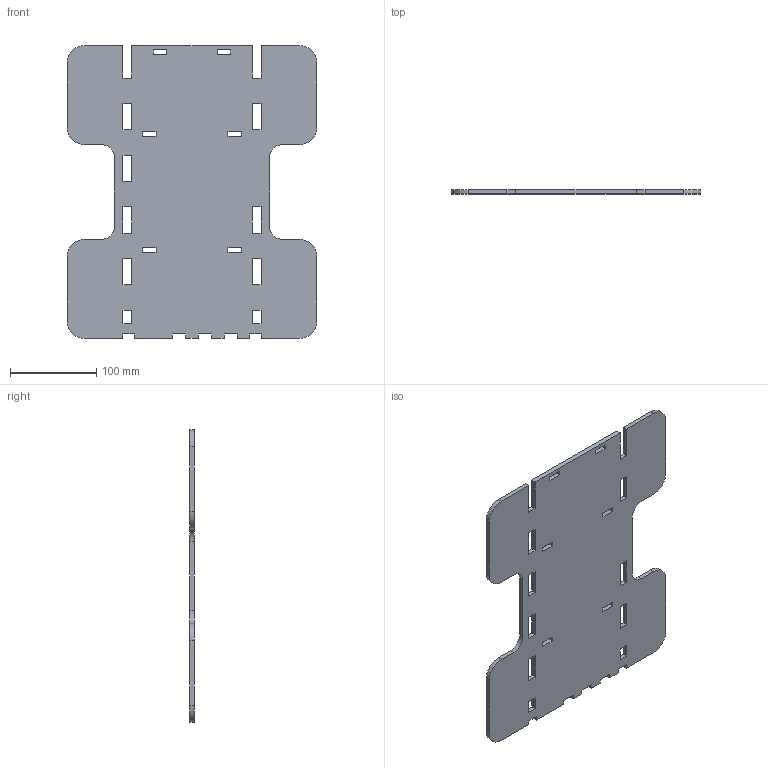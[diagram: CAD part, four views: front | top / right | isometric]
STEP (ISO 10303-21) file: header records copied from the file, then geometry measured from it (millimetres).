
FILE_DESCRIPTION(/* description */ (''),/* implementation_level */ '2;1');
FILE_NAME(/* name */ 'Oxygen Maker V2 Base.step',/* time_stamp */ '2020-03-22T22:48:37+01:00',/* author */ (''),/* organization */ (''),/* preprocessor_version */ 'ST-DEVELOPER v18',/* originating_system */ 'Autodesk Translation Framework v8.12.0.6',/* authorisation */ '');
FILE_SCHEMA (('AUTOMOTIVE_DESIGN { 1 0 10303 214 3 1 1 }'));
Length unit declared in the file: millimetre
Products named in the file (1): Oxygen Maker V2
Bounding box: 290 x 5 x 340 mm (x, y, z)
Volume: 409077.3 mm3; surface area: 176192.8 mm2
Topology: 1 solids, 1 shells, 114 faces, 336 edges, 224 vertices
Faces by surface type: plane 102, cylinder 12
Entity records: 3837 total; most frequent: CARTESIAN_POINT 675, ORIENTED_EDGE 672, DIRECTION 590, EDGE_CURVE 336, LINE 312, VECTOR 312, VERTEX_POINT 224, EDGE_LOOP 144
